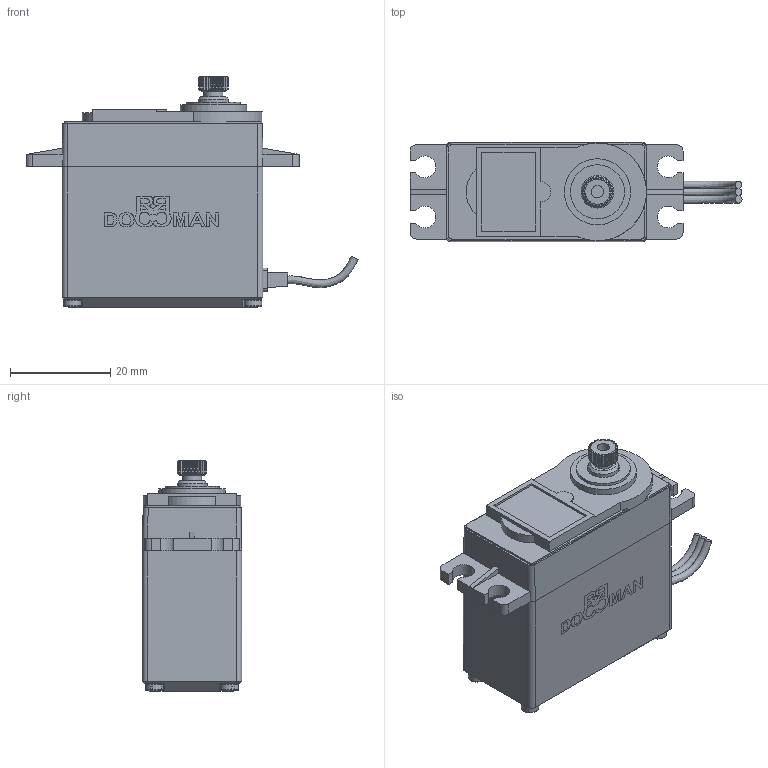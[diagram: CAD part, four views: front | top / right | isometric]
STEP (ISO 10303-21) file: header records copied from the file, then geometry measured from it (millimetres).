
FILE_DESCRIPTION(/* description */ ('Unknown'),/* implementation_level */ '2;1');
FILE_NAME(/* name */ 'DoMan DM-S2000MD',/* time_stamp */ '2018-11-24T13:19:56-05:00',/* author */ ('Unknown'),/* organization */ ('Unknown'),/* preprocessor_version */ 'ST-DEVELOPER v16.7',/* originating_system */ 'DEX',/* authorisation */ $);
FILE_SCHEMA (('AUTOMOTIVE_DESIGN {1 0 10303 214 3 1 1}'));
Length unit declared in the file: millimetre
Products named in the file (5): DoMan DM-S2000MD; DM-S200MD Body; DM-S200MD Top Cap; Top Gear; Screw
Assembly tree (7 placements, depth 2):
  DoMan DM-S2000MD
    DM-S200MD Body
    DM-S200MD Top Cap
    Top Gear
    Screw  x4
Bounding box: 66.18 x 19.83 x 46 mm (x, y, z)
Volume: 26252.7 mm3; surface area: 11649 mm2
Topology: 7 solids, 7 shells, 914 faces, 2532 edges, 1679 vertices
Faces by surface type: plane 426, cylinder 425, bspline 44, torus 9, cone 6, sphere 4
Full cylindrical faces by diameter (mm): 1.5 x1, 1.52 x4, 2.459 x2, 3.5 x4, 3.803 x1, 5 x1, 6 x1, 6.5 x1, 6.75 x1, 10 x2, 10.78 x1, 13.2 x1
Entity records: 35250 total; most frequent: CARTESIAN_POINT 7602, ORIENTED_EDGE 4706, DIRECTION 4391, EDGE_CURVE 2353, AXIS2_PLACEMENT_3D 1636, VERTEX_POINT 1575, LINE 1119, VECTOR 1119
